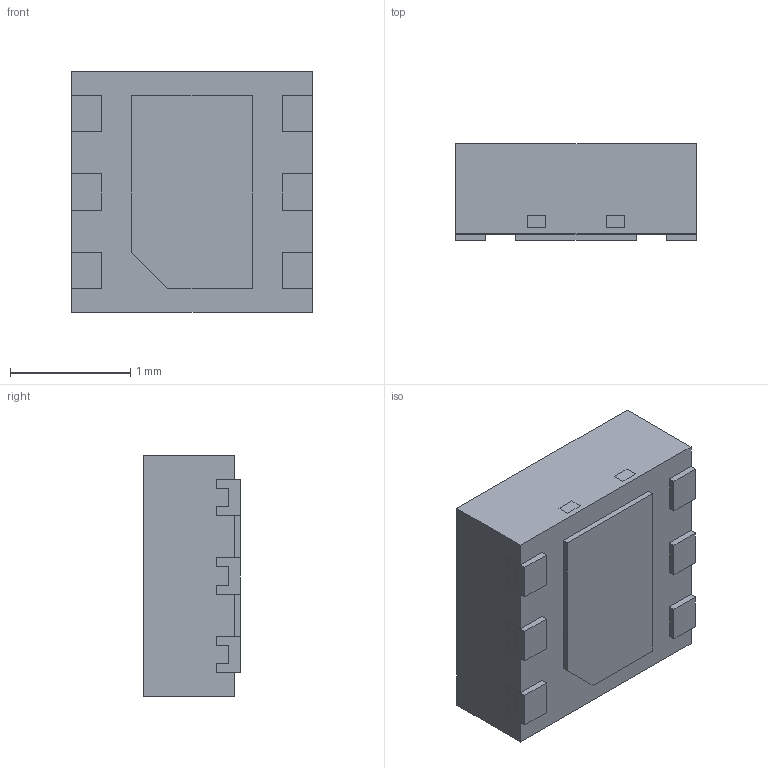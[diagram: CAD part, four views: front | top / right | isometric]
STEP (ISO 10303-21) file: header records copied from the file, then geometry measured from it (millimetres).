
FILE_DESCRIPTION (( 'STEP AP214' ), '1' );
FILE_NAME ('TPS62291DRVR.STEP', '2023-10-23T04:59:37', ( '' ), ( '' ), 'SwSTEP 2.0', 'SolidWorks 2021', '' );
FILE_SCHEMA (( 'AUTOMOTIVE_DESIGN' ));
Length unit declared in the file: millimetre
Products named in the file (1): TPS62291DRVR
Bounding box: 2 x 0.8 x 2 mm (x, y, z)
Volume: 3.1 mm3; surface area: 22.7 mm2
Topology: 13 solids, 13 shells, 178 faces, 438 edges, 292 vertices
Faces by surface type: plane 174, cylinder 4
Entity records: 5292 total; most frequent: CARTESIAN_POINT 909, ORIENTED_EDGE 876, DIRECTION 804, EDGE_CURVE 438, LINE 430, VECTOR 430, VERTEX_POINT 292, AXIS2_PLACEMENT_3D 187
